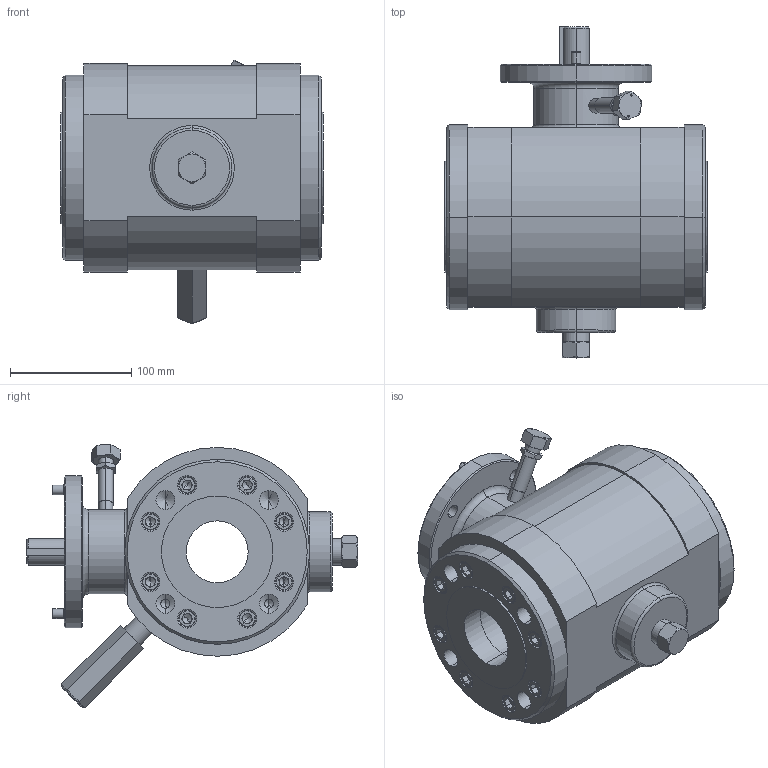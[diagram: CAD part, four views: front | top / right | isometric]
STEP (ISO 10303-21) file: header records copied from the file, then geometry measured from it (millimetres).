
FILE_DESCRIPTION (( 'STEP AP214' ), '1' );
FILE_NAME ('02-B2-150-RF-B.STEP', '2026-03-02T00:34:20', ( 'hp' ), ( '' ), 'SwSTEP 2.0', 'SolidWorks 2022', '' );
FILE_SCHEMA (( 'AUTOMOTIVE_DESIGN' ));
Length unit declared in the file: millimetre
Products named in the file (1): 02-B2-150-RF-B
Bounding box: 216.2 x 273.5 x 216.9 mm (x, y, z)
Volume: 4428014.6 mm3; surface area: 337333.2 mm2
Topology: 21 solids, 21 shells, 652 faces, 1538 edges, 904 vertices
Faces by surface type: plane 285, cone 181, cylinder 164, torus 16, bspline 6
Entity records: 19098 total; most frequent: CARTESIAN_POINT 3936, DIRECTION 3271, ORIENTED_EDGE 2916, EDGE_CURVE 1458, AXIS2_PLACEMENT_3D 1252, VERTEX_POINT 904, EDGE_LOOP 770, VECTOR 767
